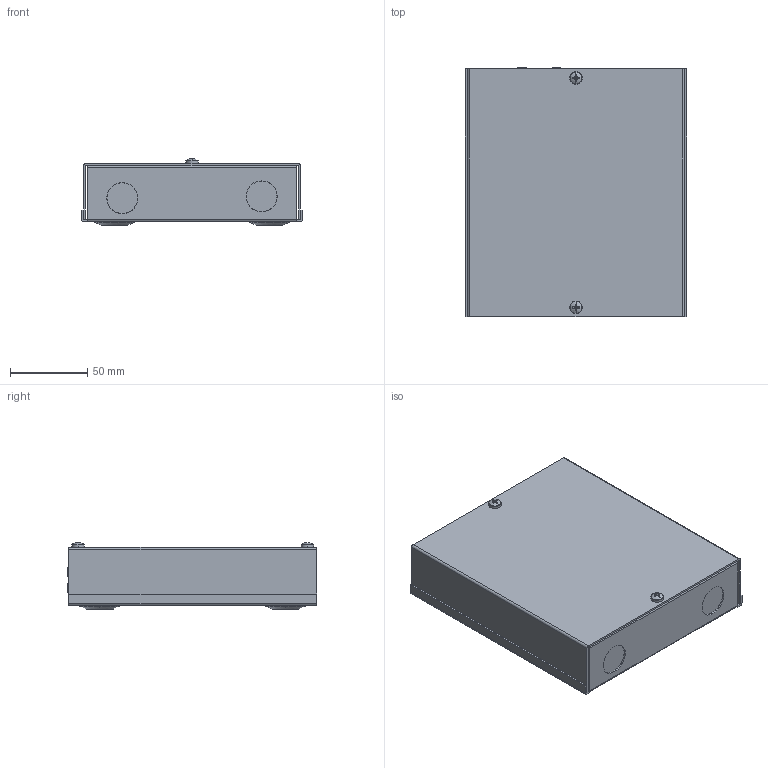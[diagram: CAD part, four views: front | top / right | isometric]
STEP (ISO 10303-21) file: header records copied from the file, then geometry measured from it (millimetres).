
FILE_DESCRIPTION (( 'STEP AP214' ), '1' );
FILE_NAME ('BRA1.STEP', '2021-07-30T09:35:16', ( '' ), ( '' ), 'SwSTEP 2.0', 'SolidWorks 2020', '' );
FILE_SCHEMA (( 'AUTOMOTIVE_DESIGN' ));
Length unit declared in the file: millimetre
Products named in the file (15): ISO - 4036 - M3 - N_ISO - 4036 - M3 - N; MP0982-CASING_160x140x40 rails soud‚s; Deviatore a Rotella Panasonic AM5_LIBRE; MUT_2.5-select; BRA1; Parte 1 Deviatore a Rotella Panasonic AM5; ISO 7046-1 - M3 x 16 - Z - 16S_ISO 7046-1 - M3 x 16 - Z - 16S; Parte 3 Deviatore a Rotella Panasonic AM5; ISO 7045 - M4 x 8 - Z - 8S_ISO 7045 - M4 x 8 - Z - 8S; LB0211-AREA STICKER; LB0214-TB STICKER; D-MUT_2.5_4-select; Parte 2 Deviatore a Rotella Panasonic AM5; MP0983-COVER_160x140x36 RAIL SOUDES; Parte 4 Deviatore a Rotella Panasonic AM5
Assembly tree (58 placements, depth 3):
  BRA1
    MP0982-CASING_160x140x40 rails soud‚s
    MP0983-COVER_160x140x36 RAIL SOUDES
    ISO 7045 - M4 x 8 - Z - 8S_ISO 7045 - M4 x 8 - Z - 8S  x2
    Deviatore a Rotella Panasonic AM5_LIBRE
      Parte 1 Deviatore a Rotella Panasonic AM5
      Parte 2 Deviatore a Rotella Panasonic AM5
      Parte 3 Deviatore a Rotella Panasonic AM5
      Parte 4 Deviatore a Rotella Panasonic AM5
    LB0211-AREA STICKER
    MUT_2.5-select  x40
    D-MUT_2.5_4-select  x2
    ISO 7046-1 - M3 x 16 - Z - 16S_ISO 7046-1 - M3 x 16 - Z - 16S  x2
    ISO - 4036 - M3 - N_ISO - 4036 - M3 - N  x2
    LB0214-TB STICKER  x2
Bounding box: 143 x 160.9 x 43.02 mm (x, y, z)
Volume: 229919.6 mm3; surface area: 308232.5 mm2
Topology: 64 solids, 64 shells, 6273 faces, 18256 edges, 12274 vertices
Faces by surface type: plane 4831, cylinder 958, cone 378, torus 56, bspline 46, sphere 4
Entity records: 49856 total; most frequent: CARTESIAN_POINT 15247, ORIENTED_EDGE 6926, DIRECTION 6304, EDGE_CURVE 3463, VERTEX_POINT 2455, AXIS2_PLACEMENT_3D 2153, LINE 1998, VECTOR 1998
